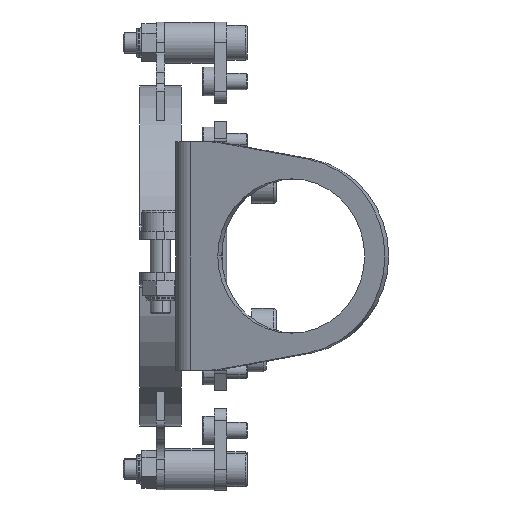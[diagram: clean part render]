
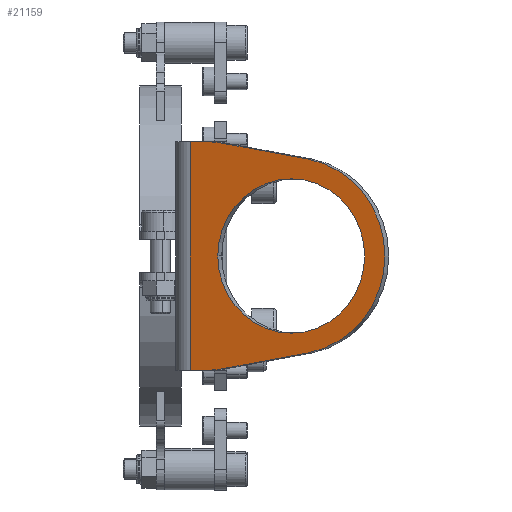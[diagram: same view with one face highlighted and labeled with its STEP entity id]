
A CAD part, front view. The second image highlights one B-rep face of the part: STEP entity #21159.
In plain terms, the highlighted planar face has unit normal (-0.309, -0.951, 0).
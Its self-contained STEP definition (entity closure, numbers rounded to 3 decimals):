
#218 = LINE ( 'NONE', #8914, #11766 ) ;
#445 = VECTOR ( 'NONE', #17470, 1000. ) ;
#605 = EDGE_CURVE ( 'NONE', #15205, #26603, #13143, .T. ) ;
#712 = ORIENTED_EDGE ( 'NONE', *, *, #4223, .F. ) ;
#1254 = ORIENTED_EDGE ( 'NONE', *, *, #22338, .F. ) ;
#1411 = CARTESIAN_POINT ( 'NONE',  ( 715.088, -34.608, 978. ) ) ;
#2314 = DIRECTION ( 'NONE',  ( 0.951, -0.309, 0. ) ) ;
#2729 = CARTESIAN_POINT ( 'NONE',  ( 698.815, -29.321, 950.816 ) ) ;
#3116 = CIRCLE ( 'NONE', #6730, 30. ) ;
#3179 = LINE ( 'NONE', #16077, #10014 ) ;
#3493 = DIRECTION ( 'NONE',  ( -0.951, 0.309, 0. ) ) ;
#3524 = CARTESIAN_POINT ( 'NONE',  ( 693.861, -27.711, 950.36 ) ) ;
#3966 = ORIENTED_EDGE ( 'NONE', *, *, #605, .T. ) ;
#4223 = EDGE_CURVE ( 'NONE', #5603, #23610, #21021, .T. ) ;
#4480 = DIRECTION ( 'NONE',  ( -0.951, 0.309, 0. ) ) ;
#4523 = ORIENTED_EDGE ( 'NONE', *, *, #26293, .F. ) ;
#5100 = EDGE_CURVE ( 'NONE', #12797, #21729, #3116, .T. ) ;
#5449 = DIRECTION ( 'NONE',  ( -0.937, 0.304, -0.174 ) ) ;
#5525 = DIRECTION ( 'NONE',  ( 0.309, 0.951, 0. ) ) ;
#5603 = VERTEX_POINT ( 'NONE', #11295 ) ;
#6119 = CARTESIAN_POINT ( 'NONE',  ( 682.243, -23.936, 947.743 ) ) ;
#6626 = FACE_OUTER_BOUND ( 'NONE', #15211, .T. ) ;
#6730 = AXIS2_PLACEMENT_3D ( 'NONE', #23116, #27272, #18805 ) ;
#6771 = CARTESIAN_POINT ( 'NONE',  ( 684.213, -24.576, 936. ) ) ;
#7188 = CIRCLE ( 'NONE', #22905, 18.65 ) ;
#8734 = EDGE_CURVE ( 'NONE', #18203, #11177, #3179, .T. ) ;
#8756 = VERTEX_POINT ( 'NONE', #26609 ) ;
#8863 = LINE ( 'NONE', #13406, #445 ) ;
#8914 = CARTESIAN_POINT ( 'NONE',  ( 684.213, -24.576, 950.36 ) ) ;
#10014 = VECTOR ( 'NONE', #20247, 1000. ) ;
#11177 = VERTEX_POINT ( 'NONE', #22549 ) ;
#11267 = CARTESIAN_POINT ( 'NONE',  ( 693.861, -27.711, 980.36 ) ) ;
#11295 = CARTESIAN_POINT ( 'NONE',  ( 719.018, -35.885, 1001.438 ) ) ;
#11340 = AXIS2_PLACEMENT_3D ( 'NONE', #11267, #15669, #4480 ) ;
#11375 = AXIS2_PLACEMENT_3D ( 'NONE', #12281, #16789, #3493 ) ;
#11766 = VECTOR ( 'NONE', #23941, 1000. ) ;
#11897 = CARTESIAN_POINT ( 'NONE',  ( 693.861, -27.711, 1005.64 ) ) ;
#12281 = CARTESIAN_POINT ( 'NONE',  ( 715.088, -34.608, 978. ) ) ;
#12797 = VERTEX_POINT ( 'NONE', #16199 ) ;
#13123 = LINE ( 'NONE', #21662, #26931 ) ;
#13143 = CIRCLE ( 'NONE', #11340, 30. ) ;
#13406 = CARTESIAN_POINT ( 'NONE',  ( 695.905, -28.375, 1005.724 ) ) ;
#15205 = VERTEX_POINT ( 'NONE', #3524 ) ;
#15211 = EDGE_LOOP ( 'NONE', ( #26764, #3966, #27178, #712, #1254, #27518, #24283, #27836 ) ) ;
#15224 = DIRECTION ( 'NONE',  ( -0.309, -0.951, 0. ) ) ;
#15241 = AXIS2_PLACEMENT_3D ( 'NONE', #1411, #5525, #25016 ) ;
#15669 = DIRECTION ( 'NONE',  ( -0.309, -0.951, 0. ) ) ;
#15784 = VECTOR ( 'NONE', #5449, 1000. ) ;
#16077 = CARTESIAN_POINT ( 'NONE',  ( 690.639, -26.664, 936. ) ) ;
#16199 = CARTESIAN_POINT ( 'NONE',  ( 698.815, -29.321, 1005.184 ) ) ;
#16473 = ORIENTED_EDGE ( 'NONE', *, *, #24784, .F. ) ;
#16789 = DIRECTION ( 'NONE',  ( -0.309, -0.951, 0. ) ) ;
#17074 = CARTESIAN_POINT ( 'NONE',  ( 732.825, -40.371, 978. ) ) ;
#17314 = DIRECTION ( 'NONE',  ( -0.951, 0.309, 0. ) ) ;
#17470 = DIRECTION ( 'NONE',  ( 0.937, -0.304, -0.174 ) ) ;
#18203 = VERTEX_POINT ( 'NONE', #23912 ) ;
#18805 = DIRECTION ( 'NONE',  ( -0.951, 0.309, 0. ) ) ;
#19282 = CARTESIAN_POINT ( 'NONE',  ( 715.088, -34.608, 978. ) ) ;
#19744 = PLANE ( 'NONE',  #20654 ) ;
#20247 = DIRECTION ( 'NONE',  ( 0., 0., 1. ) ) ;
#20654 = AXIS2_PLACEMENT_3D ( 'NONE', #6771, #25657, #23932 ) ;
#21021 = CIRCLE ( 'NONE', #15241, 23.8 ) ;
#21159 = ADVANCED_FACE ( 'NONE', ( #25777, #6626 ), #19744, .T. ) ;
#21410 = EDGE_CURVE ( 'NONE', #23610, #26603, #24794, .T. ) ;
#21662 = CARTESIAN_POINT ( 'NONE',  ( 684.213, -24.576, 1005.64 ) ) ;
#21729 = VERTEX_POINT ( 'NONE', #11897 ) ;
#22018 = EDGE_CURVE ( 'NONE', #15205, #18203, #218, .T. ) ;
#22338 = EDGE_CURVE ( 'NONE', #12797, #5603, #8863, .T. ) ;
#22549 = CARTESIAN_POINT ( 'NONE',  ( 690.639, -26.664, 1005.64 ) ) ;
#22905 = AXIS2_PLACEMENT_3D ( 'NONE', #19282, #15224, #17314 ) ;
#23019 = CIRCLE ( 'NONE', #11375, 18.65 ) ;
#23021 = VERTEX_POINT ( 'NONE', #17074 ) ;
#23116 = CARTESIAN_POINT ( 'NONE',  ( 693.861, -27.711, 975.64 ) ) ;
#23132 = EDGE_CURVE ( 'NONE', #11177, #21729, #13123, .T. ) ;
#23610 = VERTEX_POINT ( 'NONE', #24777 ) ;
#23912 = CARTESIAN_POINT ( 'NONE',  ( 690.639, -26.664, 950.36 ) ) ;
#23932 = DIRECTION ( 'NONE',  ( -0.951, 0.309, 0. ) ) ;
#23941 = DIRECTION ( 'NONE',  ( -0.951, 0.309, 0. ) ) ;
#24283 = ORIENTED_EDGE ( 'NONE', *, *, #23132, .F. ) ;
#24777 = CARTESIAN_POINT ( 'NONE',  ( 719.018, -35.885, 954.562 ) ) ;
#24784 = EDGE_CURVE ( 'NONE', #8756, #23021, #7188, .T. ) ;
#24794 = LINE ( 'NONE', #6119, #15784 ) ;
#25016 = DIRECTION ( 'NONE',  ( -0.951, 0.309, 0. ) ) ;
#25657 = DIRECTION ( 'NONE',  ( -0.309, -0.951, 0. ) ) ;
#25777 = FACE_BOUND ( 'NONE', #26935, .T. ) ;
#26293 = EDGE_CURVE ( 'NONE', #23021, #8756, #23019, .T. ) ;
#26603 = VERTEX_POINT ( 'NONE', #2729 ) ;
#26609 = CARTESIAN_POINT ( 'NONE',  ( 697.35, -28.845, 978. ) ) ;
#26764 = ORIENTED_EDGE ( 'NONE', *, *, #22018, .F. ) ;
#26931 = VECTOR ( 'NONE', #2314, 1000. ) ;
#26935 = EDGE_LOOP ( 'NONE', ( #16473, #4523 ) ) ;
#27178 = ORIENTED_EDGE ( 'NONE', *, *, #21410, .F. ) ;
#27272 = DIRECTION ( 'NONE',  ( -0.309, -0.951, 0. ) ) ;
#27518 = ORIENTED_EDGE ( 'NONE', *, *, #5100, .T. ) ;
#27836 = ORIENTED_EDGE ( 'NONE', *, *, #8734, .F. ) ;
